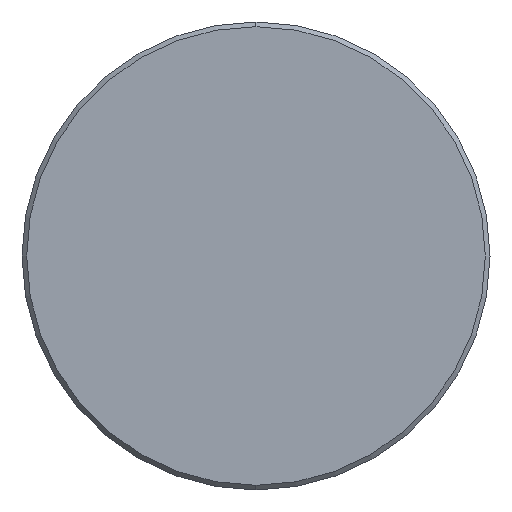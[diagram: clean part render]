
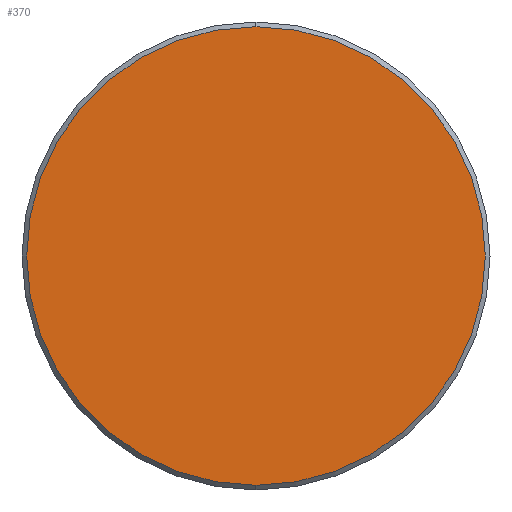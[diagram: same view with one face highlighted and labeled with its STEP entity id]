
A CAD part, left-side view. The second image highlights one B-rep face of the part: STEP entity #370.
In plain terms, the highlighted planar face has unit normal (-1, 0, 0).
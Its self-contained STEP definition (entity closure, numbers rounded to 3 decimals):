
#39 = DIRECTION ( 'NONE',  ( -1., 0., 0. ) ) ;
#42 = AXIS2_PLACEMENT_3D ( 'NONE', #341, #482, #77 ) ;
#77 = DIRECTION ( 'NONE',  ( 0., 0., 1. ) ) ;
#143 = AXIS2_PLACEMENT_3D ( 'NONE', #375, #39, #448 ) ;
#167 = CARTESIAN_POINT ( 'NONE',  ( 0., 0., 0. ) ) ;
#219 = EDGE_LOOP ( 'NONE', ( #275, #225 ) ) ;
#225 = ORIENTED_EDGE ( 'NONE', *, *, #359, .T. ) ;
#236 = VERTEX_POINT ( 'NONE', #369 ) ;
#237 = DIRECTION ( 'NONE',  ( -1., 0., 0. ) ) ;
#254 = CIRCLE ( 'NONE', #330, 14.7 ) ;
#257 = PLANE ( 'NONE',  #143 ) ;
#275 = ORIENTED_EDGE ( 'NONE', *, *, #449, .T. ) ;
#330 = AXIS2_PLACEMENT_3D ( 'NONE', #167, #237, #421 ) ;
#331 = VERTEX_POINT ( 'NONE', #411 ) ;
#341 = CARTESIAN_POINT ( 'NONE',  ( 0., 0., 0. ) ) ;
#357 = CIRCLE ( 'NONE', #42, 14.7 ) ;
#359 = EDGE_CURVE ( 'NONE', #331, #236, #357, .T. ) ;
#369 = CARTESIAN_POINT ( 'NONE',  ( 0., 0., -14.7 ) ) ;
#370 = ADVANCED_FACE ( 'NONE', ( #465 ), #257, .T. ) ;
#375 = CARTESIAN_POINT ( 'NONE',  ( 0., 0., 0. ) ) ;
#411 = CARTESIAN_POINT ( 'NONE',  ( 0., 0., 14.7 ) ) ;
#421 = DIRECTION ( 'NONE',  ( 0., 0., 1. ) ) ;
#448 = DIRECTION ( 'NONE',  ( 0., 0., 1. ) ) ;
#449 = EDGE_CURVE ( 'NONE', #236, #331, #254, .T. ) ;
#465 = FACE_OUTER_BOUND ( 'NONE', #219, .T. ) ;
#482 = DIRECTION ( 'NONE',  ( -1., 0., 0. ) ) ;
